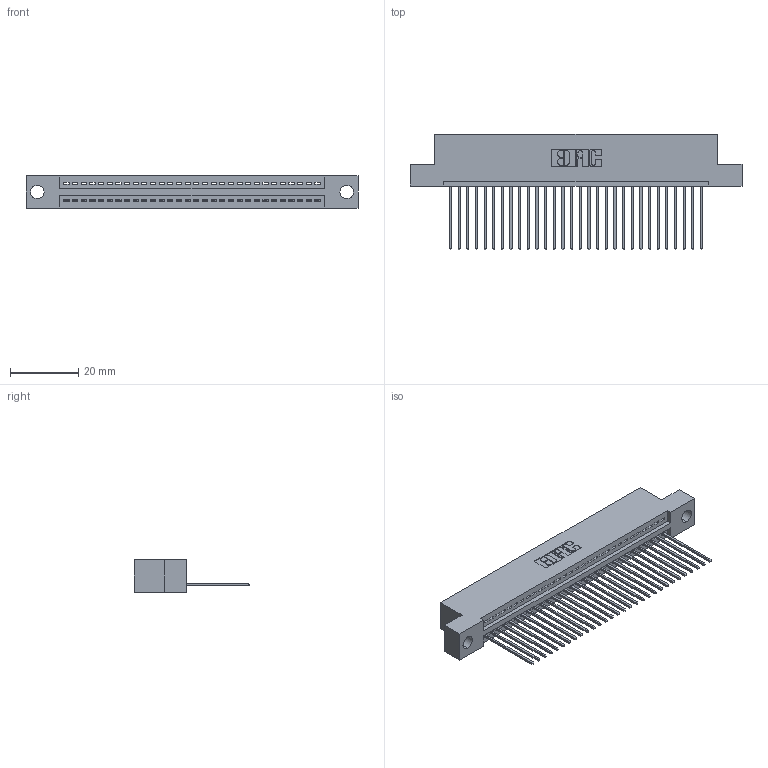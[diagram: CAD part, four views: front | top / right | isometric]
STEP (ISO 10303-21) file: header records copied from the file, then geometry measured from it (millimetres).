
FILE_DESCRIPTION (( 'STEP AP203' ), '1' );
FILE_NAME ('395-030-541-104.STEP', '2018-11-11T03:41:22', ( '' ), ( '' ), 'SwSTEP 2.0', 'SolidWorks 2016', '' );
FILE_SCHEMA (( 'CONFIG_CONTROL_DESIGN' ));
Length unit declared in the file: inch
Products named in the file (3): 345 Part_Flush Mounting Lugs - 0.156 Dia-TH; 395-030-541-104; 345-292-001_345-293-141
Assembly tree (31 placements, depth 2):
  395-030-541-104
    345 Part_Flush Mounting Lugs - 0.156 Dia-TH
    345-292-001_345-293-141  x30
Bounding box: 97.41 x 33.96 x 9.4 mm (x, y, z)
Volume: 9164.9 mm3; surface area: 12407.4 mm2
Topology: 31 solids, 31 shells, 1866 faces, 5621 edges, 3706 vertices
Faces by surface type: plane 1280, cylinder 586
Entity records: 24215 total; most frequent: CARTESIAN_POINT 4202, ORIENTED_EDGE 4166, DIRECTION 3687, EDGE_CURVE 2083, VECTOR 1831, LINE 1831, VERTEX_POINT 1386, AXIS2_PLACEMENT_3D 928
